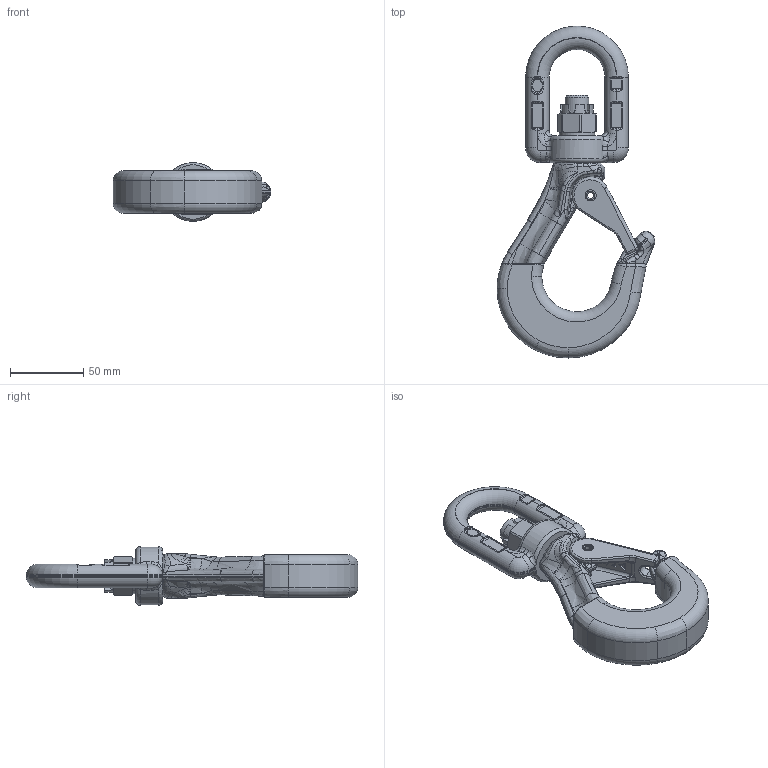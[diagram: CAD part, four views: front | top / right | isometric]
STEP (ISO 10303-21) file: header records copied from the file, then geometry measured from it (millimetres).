
FILE_DESCRIPTION (( 'STEP AP203' ), '1' );
FILE_NAME ('20240923_WHS 8-8.STEP', '2024-09-30T12:16:40', ( '' ), ( '' ), 'SwSTEP 2.0', 'SolidWorks 2024', '' );
FILE_SCHEMA (( 'CONFIG_CONTROL_DESIGN' ));
Length unit declared in the file: millimetre
Products named in the file (7): KronenmutterDIN935_Tabelle_M16; SikaSchnepper1,6-2R2Riffel_Sika Schnepper 1,6-2 bearbeitet<Wie bearbeitet>; Buegel8_bearbeitet; 20240923_WHS 8-8; Scheibe-Zylinderschraube-DIN125_Tabelle_M14; din_7340_a_5_x_0_3_x_30_0.stp; SHS 8_3D_import_Standard<Wie bearbeitet>
Assembly tree (6 placements, depth 2):
  20240923_WHS 8-8
    SHS 8_3D_import_Standard<Wie bearbeitet>
    Buegel8_bearbeitet
    SikaSchnepper1,6-2R2Riffel_Sika Schnepper 1,6-2 bearbeitet<Wie bearbeitet>
    din_7340_a_5_x_0_3_x_30_0.stp
    KronenmutterDIN935_Tabelle_M16
    Scheibe-Zylinderschraube-DIN125_Tabelle_M14
Bounding box: 107.46 x 226 x 39.86 mm (x, y, z)
Volume: 233182.3 mm3; surface area: 51304.1 mm2
Topology: 6 solids, 6 shells, 910 faces, 2200 edges, 1316 vertices
Faces by surface type: bspline 467, plane 151, cylinder 150, torus 75, cone 67
Entity records: 101368 total; most frequent: CARTESIAN_POINT 83322, ORIENTED_EDGE 4386, DIRECTION 2394, EDGE_CURVE 2193, VERTEX_POINT 1316, B_SPLINE_CURVE_WITH_KNOTS 1122, AXIS2_PLACEMENT_3D 975, EDGE_LOOP 947
